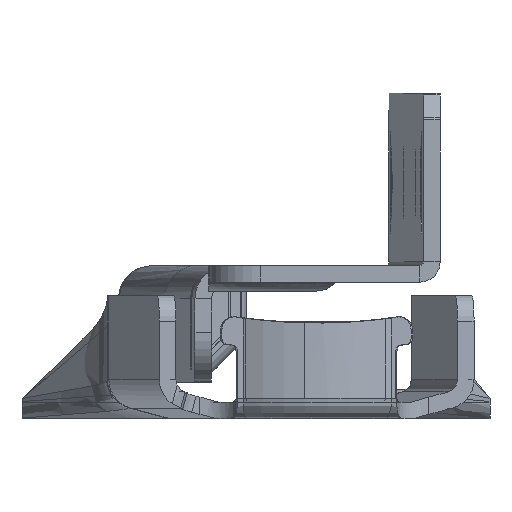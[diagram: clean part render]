
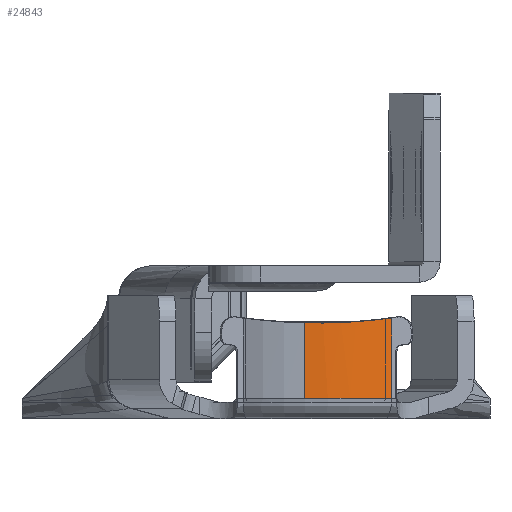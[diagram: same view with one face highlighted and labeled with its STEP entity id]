
A CAD part, left-side view. The second image highlights one B-rep face of the part: STEP entity #24843.
In plain terms, the highlighted cylindrical face has radius 12.3 mm (diameter 24.6 mm), a partial arc.
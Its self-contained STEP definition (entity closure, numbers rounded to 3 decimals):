
#361 = VECTOR ( 'NONE', #13831, 1000. ) ;
#1325 = DIRECTION ( 'NONE',  ( 0., 0., -1. ) ) ;
#1653 = DIRECTION ( 'NONE',  ( 0., 0., -1. ) ) ;
#1682 = CARTESIAN_POINT ( 'NONE',  ( -649.957, -4.101, 6.196 ) ) ;
#2027 = VECTOR ( 'NONE', #1653, 1000. ) ;
#3218 = AXIS2_PLACEMENT_3D ( 'NONE', #20830, #14000, #21121 ) ;
#3660 = CARTESIAN_POINT ( 'NONE',  ( -650.001, -2.904, 6.214 ) ) ;
#3827 = CARTESIAN_POINT ( 'NONE',  ( -647.958, -9.693, 6.603 ) ) ;
#3972 = CARTESIAN_POINT ( 'NONE',  ( -650.001, -3.505, 6.199 ) ) ;
#4339 = EDGE_CURVE ( 'NONE', #24354, #17520, #6114, .T. ) ;
#5937 = CARTESIAN_POINT ( 'NONE',  ( -650.001, -2.904, 6.214 ) ) ;
#6114 = CIRCLE ( 'NONE', #3218, 12.3 ) ;
#7371 = ORIENTED_EDGE ( 'NONE', *, *, #13183, .T. ) ;
#7373 = CARTESIAN_POINT ( 'NONE',  ( -647.958, -9.693, 0.3 ) ) ;
#13183 = EDGE_CURVE ( 'NONE', #20948, #17258, #17746, .T. ) ;
#13373 = CARTESIAN_POINT ( 'NONE',  ( -647.958, -9.693, 6.7 ) ) ;
#13398 = CARTESIAN_POINT ( 'NONE',  ( -649.826, -4.99, 6.21 ) ) ;
#13405 = ORIENTED_EDGE ( 'NONE', *, *, #4339, .T. ) ;
#13831 = DIRECTION ( 'NONE',  ( 0., 0., -1. ) ) ;
#14000 = DIRECTION ( 'NONE',  ( 0., 0., 1. ) ) ;
#14646 = EDGE_LOOP ( 'NONE', ( #7371, #25578, #13405, #20797 ) ) ;
#16005 = CARTESIAN_POINT ( 'NONE',  ( -650.001, -2.904, 0.3 ) ) ;
#17258 = VERTEX_POINT ( 'NONE', #5937 ) ;
#17520 = VERTEX_POINT ( 'NONE', #7373 ) ;
#17746 = B_SPLINE_CURVE_WITH_KNOTS ( 'NONE', 3,
 ( #3827, #25092, #19917, #18230, #24792, #20513, #13398, #1682, #3972, #3660 ),
 .UNSPECIFIED., .F., .F.,
 ( 4, 2, 2, 2, 4 ),
 ( 0., 0.004, 0.004, 0.005, 0.007 ),
 .UNSPECIFIED. ) ;
#18034 = CARTESIAN_POINT ( 'NONE',  ( -637.701, -2.904, 6.7 ) ) ;
#18056 = LINE ( 'NONE', #13373, #361 ) ;
#18230 = CARTESIAN_POINT ( 'NONE',  ( -649.564, -6.168, 6.255 ) ) ;
#19006 = EDGE_CURVE ( 'NONE', #20948, #17520, #18056, .T. ) ;
#19917 = CARTESIAN_POINT ( 'NONE',  ( -649.129, -7.61, 6.341 ) ) ;
#20513 = CARTESIAN_POINT ( 'NONE',  ( -649.772, -5.285, 6.218 ) ) ;
#20797 = ORIENTED_EDGE ( 'NONE', *, *, #19006, .F. ) ;
#20830 = CARTESIAN_POINT ( 'NONE',  ( -637.701, -2.904, 0.3 ) ) ;
#20948 = VERTEX_POINT ( 'NONE', #22659 ) ;
#21121 = DIRECTION ( 'NONE',  ( 1., 0., 0. ) ) ;
#21247 = EDGE_CURVE ( 'NONE', #17258, #24354, #22945, .T. ) ;
#22599 = CYLINDRICAL_SURFACE ( 'NONE', #25279, 12.3 ) ;
#22659 = CARTESIAN_POINT ( 'NONE',  ( -647.958, -9.693, 6.603 ) ) ;
#22945 = LINE ( 'NONE', #27327, #2027 ) ;
#24354 = VERTEX_POINT ( 'NONE', #16005 ) ;
#24792 = CARTESIAN_POINT ( 'NONE',  ( -649.641, -5.874, 6.241 ) ) ;
#24843 = ADVANCED_FACE ( 'NONE', ( #29127 ), #22599, .T. ) ;
#25092 = CARTESIAN_POINT ( 'NONE',  ( -648.623, -8.688, 6.456 ) ) ;
#25279 = AXIS2_PLACEMENT_3D ( 'NONE', #18034, #1325, #26708 ) ;
#25578 = ORIENTED_EDGE ( 'NONE', *, *, #21247, .T. ) ;
#26708 = DIRECTION ( 'NONE',  ( -1., 0., 0. ) ) ;
#27327 = CARTESIAN_POINT ( 'NONE',  ( -650.001, -2.904, 6.7 ) ) ;
#29127 = FACE_OUTER_BOUND ( 'NONE', #14646, .T. ) ;
